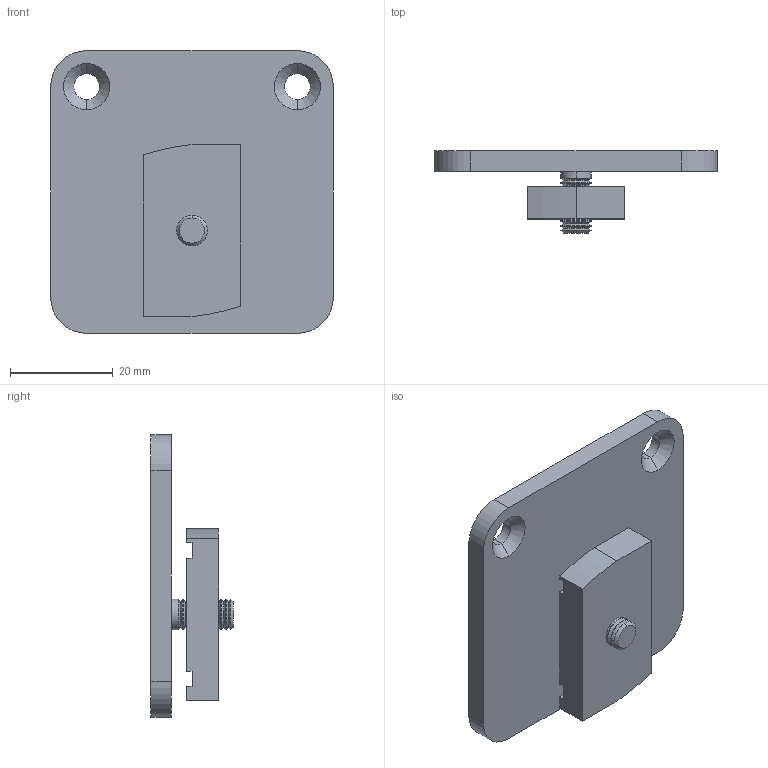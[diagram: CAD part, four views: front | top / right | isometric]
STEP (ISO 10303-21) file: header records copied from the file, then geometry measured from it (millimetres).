
FILE_DESCRIPTION (( 'STEP AP203' ), '1' );
FILE_NAME ('T81120.STEP', '2018-09-13T12:53:57', ( '' ), ( '' ), 'SwSTEP 2.0', 'SolidWorks 2016', '' );
FILE_SCHEMA (( 'CONFIG_CONTROL_DESIGN' ));
Length unit declared in the file: millimetre
Products named in the file (4): T81120; T81190; Socket Countersunk Head Screw_Doughty Fastners_ISO 10642 - M6 x 16 --- 16S; TH2813
Assembly tree (3 placements, depth 2):
  T81120
    TH2813
    T81190
    Socket Countersunk Head Screw_Doughty Fastners_ISO 10642 - M6 x 16 --- 16S
Bounding box: 55 x 16 x 55 mm (x, y, z)
Volume: 15518.8 mm3; surface area: 9427.5 mm2
Topology: 3 solids, 3 shells, 130 faces, 330 edges, 205 vertices
Faces by surface type: cone 56, cylinder 38, plane 34, torus 2
Entity records: 4356 total; most frequent: DIRECTION 762, CARTESIAN_POINT 669, ORIENTED_EDGE 656, EDGE_CURVE 328, AXIS2_PLACEMENT_3D 298, VERTEX_POINT 205, VECTOR 166, LINE 166
